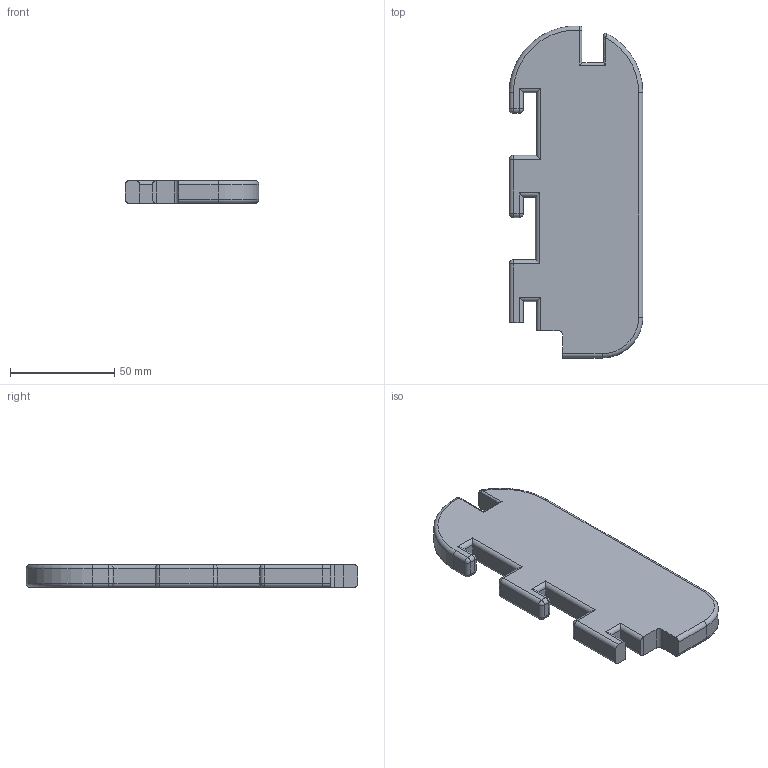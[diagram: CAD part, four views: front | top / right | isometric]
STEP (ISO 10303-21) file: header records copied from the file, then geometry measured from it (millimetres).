
FILE_DESCRIPTION(/* description */ (''),/* implementation_level */ '2;1');
FILE_NAME(/* name */ 'Max_Metal_Spool_Holder_Front v1.step',/* time_stamp */ '2016-03-19T12:34:42-07:00',/* author */ (''),/* organization */ (''),/* preprocessor_version */ 'ST-DEVELOPER v16.2',/* originating_system */ 'Autodesk Translation Framework v4.3.0.3010',/* authorisation */ '');
FILE_SCHEMA (('AUTOMOTIVE_DESIGN { 1 0 10303 214 3 1 1 }'));
Length unit declared in the file: centimetre
Products named in the file (1): Max_Metal_Spool_Holder_Front v1
Bounding box: 64 x 158.95 x 11 mm (x, y, z)
Volume: 91477.3 mm3; surface area: 21941.3 mm2
Topology: 1 solids, 1 shells, 112 faces, 260 edges, 150 vertices
Faces by surface type: cylinder 50, plane 32, sphere 12, bspline 12, torus 6
Entity records: 4171 total; most frequent: CARTESIAN_POINT 1634, DIRECTION 532, ORIENTED_EDGE 520, EDGE_CURVE 260, AXIS2_PLACEMENT_3D 193, VERTEX_POINT 150, LINE 146, VECTOR 146
